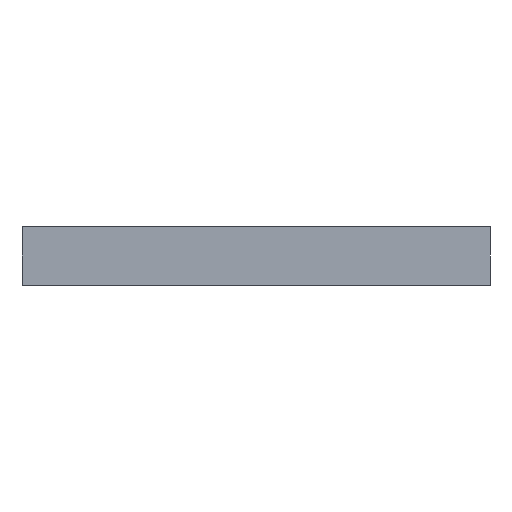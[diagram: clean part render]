
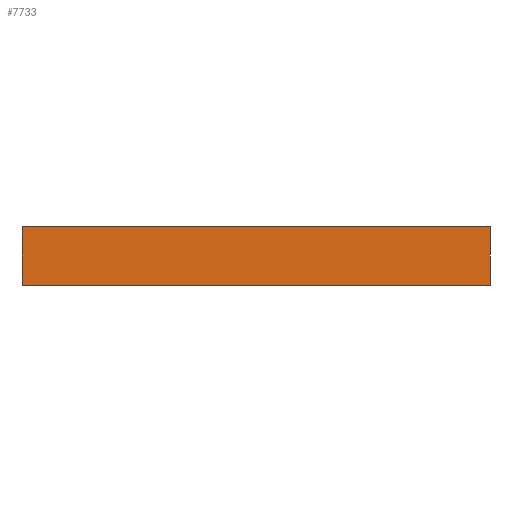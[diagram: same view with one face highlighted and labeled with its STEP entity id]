
A CAD part, front view. The second image highlights one B-rep face of the part: STEP entity #7733.
In plain terms, the highlighted planar face has unit normal (0, -1, 0).
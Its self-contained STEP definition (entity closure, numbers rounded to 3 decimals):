
#209 = ORIENTED_EDGE ( 'NONE', *, *, #14756, .T. ) ;
#1316 = CARTESIAN_POINT ( 'NONE',  ( -12., -125., 3. ) ) ;
#2317 = ORIENTED_EDGE ( 'NONE', *, *, #8944, .T. ) ;
#2957 = DIRECTION ( 'NONE',  ( 0., 0., 1. ) ) ;
#3167 = EDGE_LOOP ( 'NONE', ( #2317, #7554, #5221, #209 ) ) ;
#3477 = DIRECTION ( 'NONE',  ( 1., 0., 0. ) ) ;
#3991 = LINE ( 'NONE', #7945, #10890 ) ;
#4441 = CARTESIAN_POINT ( 'NONE',  ( -12., -125., 0. ) ) ;
#5221 = ORIENTED_EDGE ( 'NONE', *, *, #7260, .F. ) ;
#6055 = DIRECTION ( 'NONE',  ( 0., 0., -1. ) ) ;
#6595 = VERTEX_POINT ( 'NONE', #1316 ) ;
#6994 = CARTESIAN_POINT ( 'NONE',  ( -12., -125., 3. ) ) ;
#7260 = EDGE_CURVE ( 'NONE', #6595, #10233, #12542, .T. ) ;
#7470 = DIRECTION ( 'NONE',  ( 1., 0., 0. ) ) ;
#7554 = ORIENTED_EDGE ( 'NONE', *, *, #15976, .F. ) ;
#7733 = ADVANCED_FACE ( 'NONE', ( #9310 ), #15636, .F. ) ;
#7945 = CARTESIAN_POINT ( 'NONE',  ( -12., -125., 3. ) ) ;
#8944 = EDGE_CURVE ( 'NONE', #10846, #12857, #13556, .T. ) ;
#9310 = FACE_OUTER_BOUND ( 'NONE', #3167, .T. ) ;
#10233 = VERTEX_POINT ( 'NONE', #10678 ) ;
#10678 = CARTESIAN_POINT ( 'NONE',  ( 12., -125., 3. ) ) ;
#10846 = VERTEX_POINT ( 'NONE', #4441 ) ;
#10890 = VECTOR ( 'NONE', #15749, 1000. ) ;
#11158 = VECTOR ( 'NONE', #6055, 1000. ) ;
#11244 = CARTESIAN_POINT ( 'NONE',  ( 12., -125., 3. ) ) ;
#12024 = DIRECTION ( 'NONE',  ( 0., 1., 0. ) ) ;
#12542 = LINE ( 'NONE', #13854, #12753 ) ;
#12753 = VECTOR ( 'NONE', #3477, 1000. ) ;
#12783 = CARTESIAN_POINT ( 'NONE',  ( 12., -125., 0. ) ) ;
#12857 = VERTEX_POINT ( 'NONE', #12783 ) ;
#13397 = CARTESIAN_POINT ( 'NONE',  ( -12., -125., 0. ) ) ;
#13466 = VECTOR ( 'NONE', #7470, 1000. ) ;
#13556 = LINE ( 'NONE', #13397, #13466 ) ;
#13854 = CARTESIAN_POINT ( 'NONE',  ( -12., -125., 3. ) ) ;
#14275 = AXIS2_PLACEMENT_3D ( 'NONE', #6994, #12024, #2957 ) ;
#14756 = EDGE_CURVE ( 'NONE', #6595, #10846, #3991, .T. ) ;
#15636 = PLANE ( 'NONE',  #14275 ) ;
#15749 = DIRECTION ( 'NONE',  ( 0., 0., -1. ) ) ;
#15976 = EDGE_CURVE ( 'NONE', #10233, #12857, #16171, .T. ) ;
#16171 = LINE ( 'NONE', #11244, #11158 ) ;
